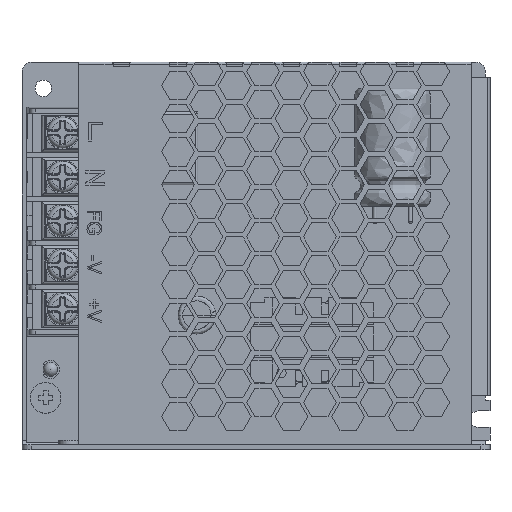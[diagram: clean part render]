
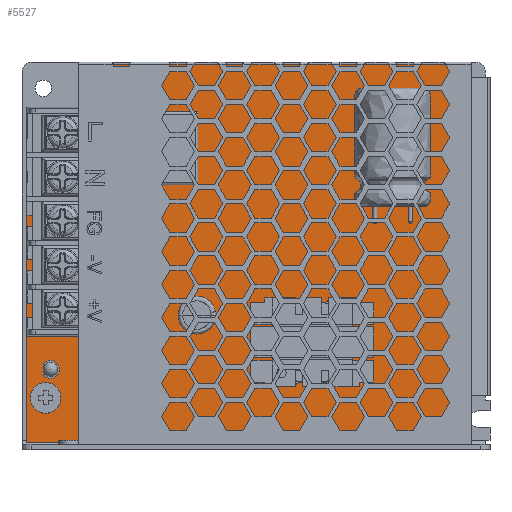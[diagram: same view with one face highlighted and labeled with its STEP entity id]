
A CAD part, top view. The second image highlights one B-rep face of the part: STEP entity #5527.
In plain terms, the highlighted planar face has unit normal (0, 0, 1).
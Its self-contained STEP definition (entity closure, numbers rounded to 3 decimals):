
#3522=FACE_BOUND('',#11575,.T.);
#3523=FACE_BOUND('',#11576,.T.);
#3777=CIRCLE('',#43343,3.25);
#5527=ADVANCED_FACE('',(#3522,#3523),#7652,.T.);
#7652=PLANE('',#43344);
#11575=EDGE_LOOP('',(#19267));
#11576=EDGE_LOOP('',(#19268,#19269,#19270,#19271,#19272,#19273));
#19267=ORIENTED_EDGE('',*,*,#31075,.F.);
#19268=ORIENTED_EDGE('',*,*,#31059,.F.);
#19269=ORIENTED_EDGE('',*,*,#31074,.F.);
#19270=ORIENTED_EDGE('',*,*,#31071,.F.);
#19271=ORIENTED_EDGE('',*,*,#31068,.F.);
#19272=ORIENTED_EDGE('',*,*,#31065,.F.);
#19273=ORIENTED_EDGE('',*,*,#31062,.F.);
#26286=VERTEX_POINT('',#61802);
#26287=VERTEX_POINT('',#61804);
#26289=VERTEX_POINT('',#61810);
#26291=VERTEX_POINT('',#61816);
#26293=VERTEX_POINT('',#61822);
#26295=VERTEX_POINT('',#61828);
#26296=VERTEX_POINT('',#61835);
#31059=EDGE_CURVE('',#26286,#26287,#36608,.T.);
#31062=EDGE_CURVE('',#26287,#26289,#36611,.T.);
#31065=EDGE_CURVE('',#26289,#26291,#36614,.T.);
#31068=EDGE_CURVE('',#26291,#26293,#36617,.T.);
#31071=EDGE_CURVE('',#26293,#26295,#36620,.T.);
#31074=EDGE_CURVE('',#26295,#26286,#36623,.T.);
#31075=EDGE_CURVE('',#26296,#26296,#3777,.T.);
#36608=LINE('',#61803,#40943);
#36611=LINE('',#61809,#40946);
#36614=LINE('',#61815,#40949);
#36617=LINE('',#61821,#40952);
#36620=LINE('',#61827,#40955);
#36623=LINE('',#61832,#40958);
#40943=VECTOR('',#50391,1.);
#40946=VECTOR('',#50396,1.);
#40949=VECTOR('',#50401,1.);
#40952=VECTOR('',#50406,1.);
#40955=VECTOR('',#50411,1.);
#40958=VECTOR('',#50416,1.);
#43343=AXIS2_PLACEMENT_3D('',#61834,#50419,#50420);
#43344=AXIS2_PLACEMENT_3D('',#61836,#50421,#50422);
#50391=DIRECTION('',(1.,0.,0.));
#50396=DIRECTION('',(0.,1.,0.));
#50401=DIRECTION('',(1.,0.,0.));
#50406=DIRECTION('',(0.,-1.,0.));
#50411=DIRECTION('',(-1.,0.,0.));
#50416=DIRECTION('',(0.,1.,0.));
#50419=DIRECTION('',(0.,0.,1.));
#50420=DIRECTION('',(1.,0.,0.));
#50421=DIRECTION('',(0.,0.,1.));
#50422=DIRECTION('',(1.,0.,0.));
#61802=CARTESIAN_POINT('',(1.,72.5,6.6));
#61803=CARTESIAN_POINT('',(1.,72.5,6.6));
#61804=CARTESIAN_POINT('',(12.,72.5,6.6));
#61809=CARTESIAN_POINT('',(12.,72.5,6.6));
#61810=CARTESIAN_POINT('',(12.,81.5,6.6));
#61815=CARTESIAN_POINT('',(12.,81.5,6.6));
#61816=CARTESIAN_POINT('',(91.4,81.5,6.6));
#61821=CARTESIAN_POINT('',(91.4,81.5,6.6));
#61822=CARTESIAN_POINT('',(91.4,1.5,6.6));
#61827=CARTESIAN_POINT('',(91.4,1.5,6.6));
#61828=CARTESIAN_POINT('',(1.,1.5,6.6));
#61832=CARTESIAN_POINT('',(1.,1.5,6.6));
#61834=CARTESIAN_POINT('',(5.,11.,6.6));
#61835=CARTESIAN_POINT('',(8.25,11.,6.6));
#61836=CARTESIAN_POINT('',(0.,0.,6.6));
